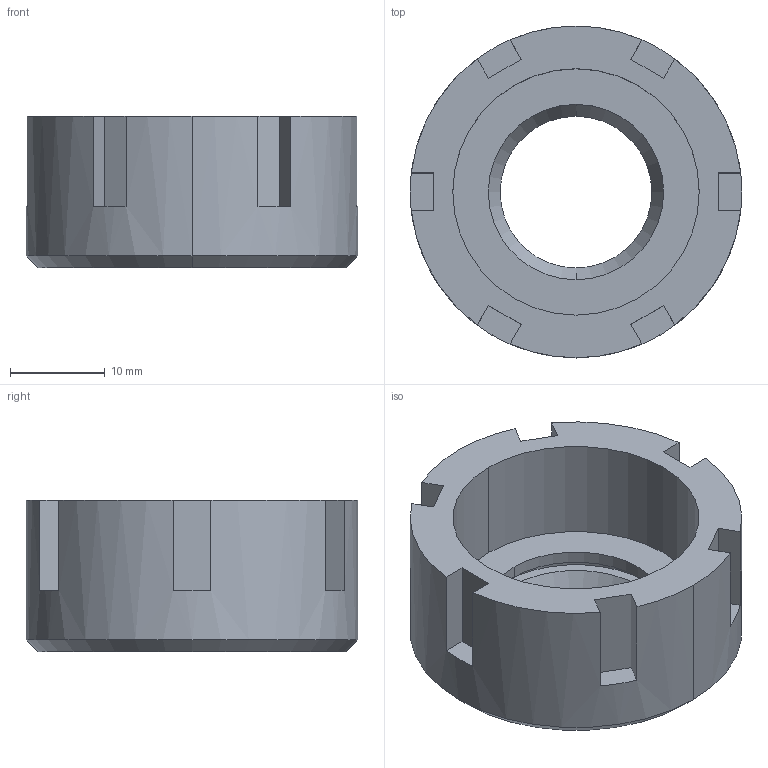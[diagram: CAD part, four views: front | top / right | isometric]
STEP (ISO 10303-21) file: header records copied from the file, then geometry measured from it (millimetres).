
FILE_DESCRIPTION((''),'2;1');
FILE_NAME('NBN13','2017-09-06T',('ykawabe'),(''),'CREO PARAMETRIC BY PTC INC, 2016380','CREO PARAMETRIC BY PTC INC, 2016380','');
FILE_SCHEMA(('AUTOMOTIVE_DESIGN { 1 0 10303 214 1 1 1 1 }'));
Length unit declared in the file: millimetre
Products named in the file (1): NBN13
Bounding box: 35 x 35 x 16 mm (x, y, z)
Volume: 7544.6 mm3; surface area: 4757.7 mm2
Topology: 1 solids, 1 shells, 41 faces, 106 edges, 70 vertices
Faces by surface type: plane 29, cylinder 8, cone 4
Entity records: 1837 total; most frequent: DIRECTION 232, CARTESIAN_POINT 224, ORIENTED_EDGE 212, PRESENTATION_STYLE_ASSIGNMENT 111, STYLED_ITEM 111, CURVE_STYLE 110, EDGE_CURVE 106, AXIS2_PLACEMENT_3D 80
